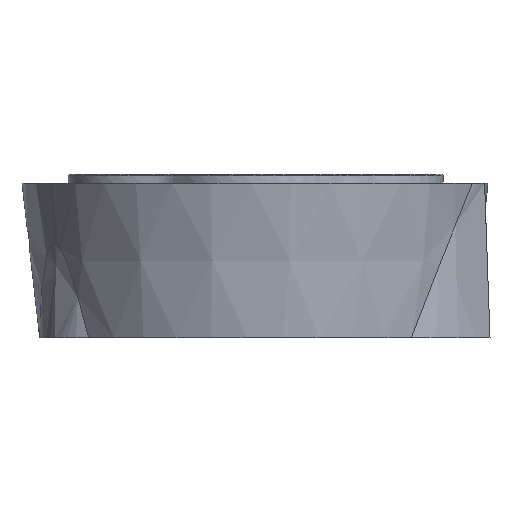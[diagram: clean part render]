
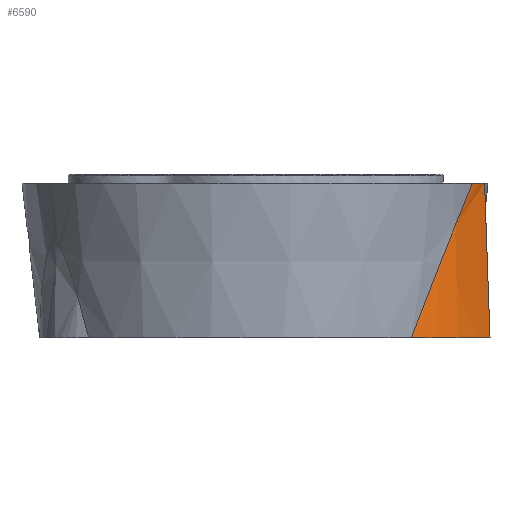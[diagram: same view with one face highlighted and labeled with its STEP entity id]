
A CAD part, front view. The second image highlights one B-rep face of the part: STEP entity #6590.
In plain terms, the highlighted conical face has half-angle 2 degrees and reference radius 28 mm.
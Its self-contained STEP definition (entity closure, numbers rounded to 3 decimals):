
#187 = CARTESIAN_POINT ( 'NONE',  ( 38.7, -11.038, 8.6 ) ) ;
#434 = EDGE_CURVE ( 'NONE', #1944, #1536, #586, .T. ) ;
#586 = CIRCLE ( 'NONE', #13199, 27.099 ) ;
#812 = CARTESIAN_POINT ( 'NONE',  ( 29.355, -22.579, 8.945 ) ) ;
#950 = CARTESIAN_POINT ( 'NONE',  ( 26.768, -24.475, 2.263 ) ) ;
#1499 = ORIENTED_EDGE ( 'NONE', *, *, #434, .T. ) ;
#1536 = VERTEX_POINT ( 'NONE', #12380 ) ;
#1825 = DIRECTION ( 'NONE',  ( 1., 0., 0. ) ) ;
#1944 = VERTEX_POINT ( 'NONE', #2465 ) ;
#2014 = B_SPLINE_CURVE_WITH_KNOTS ( 'NONE', 3,
 ( #4290, #12698, #187, #10533 ),
 .UNSPECIFIED., .F., .F.,
 ( 4, 4 ),
 ( 0.052, 0.078 ),
 .UNSPECIFIED. ) ;
#2058 = ORIENTED_EDGE ( 'NONE', *, *, #2119, .F. ) ;
#2119 = EDGE_CURVE ( 'NONE', #2940, #3597, #8235, .T. ) ;
#2158 = CONICAL_SURFACE ( 'NONE', #5858, 28., 0.035 ) ;
#2286 = FACE_OUTER_BOUND ( 'NONE', #8083, .T. ) ;
#2345 = CARTESIAN_POINT ( 'NONE',  ( 13.294, 0., 25.8 ) ) ;
#2465 = CARTESIAN_POINT ( 'NONE',  ( 38.099, -10.912, 25.8 ) ) ;
#2558 = EDGE_CURVE ( 'NONE', #3597, #1536, #8240, .T. ) ;
#2732 = CARTESIAN_POINT ( 'NONE',  ( 36.056, -14.706, 25.8 ) ) ;
#2771 = ORIENTED_EDGE ( 'NONE', *, *, #10180, .F. ) ;
#2940 = VERTEX_POINT ( 'NONE', #3099 ) ;
#3099 = CARTESIAN_POINT ( 'NONE',  ( 39., -11.1, 0. ) ) ;
#3597 = VERTEX_POINT ( 'NONE', #5581 ) ;
#3759 = CARTESIAN_POINT ( 'NONE',  ( 34.027, -17.734, 20.763 ) ) ;
#3970 = CARTESIAN_POINT ( 'NONE',  ( 30.213, -21.852, 11.142 ) ) ;
#4290 = CARTESIAN_POINT ( 'NONE',  ( 38.099, -10.912, 25.8 ) ) ;
#4395 = CARTESIAN_POINT ( 'NONE',  ( 13.294, 0., 0. ) ) ;
#5121 = CARTESIAN_POINT ( 'NONE',  ( 27.632, -23.892, 4.506 ) ) ;
#5581 = CARTESIAN_POINT ( 'NONE',  ( 25.904, -25., 0. ) ) ;
#5858 = AXIS2_PLACEMENT_3D ( 'NONE', #4395, #9481, #6624 ) ;
#5909 = DIRECTION ( 'NONE',  ( 0., 0., -1. ) ) ;
#6421 = DIRECTION ( 'NONE',  ( 1., 0., 0. ) ) ;
#6590 = ADVANCED_FACE ( 'NONE', ( #2286 ), #2158, .T. ) ;
#6624 = DIRECTION ( 'NONE',  ( 1., 0., 0. ) ) ;
#6871 = CARTESIAN_POINT ( 'NONE',  ( 35.663, -15.376, 24.83 ) ) ;
#6904 = AXIS2_PLACEMENT_3D ( 'NONE', #9171, #5909, #1825 ) ;
#7562 = ORIENTED_EDGE ( 'NONE', *, *, #2558, .F. ) ;
#7650 = DIRECTION ( 'NONE',  ( 0., 0., -1. ) ) ;
#7901 = CARTESIAN_POINT ( 'NONE',  ( 34.444, -17.18, 21.803 ) ) ;
#8083 = EDGE_LOOP ( 'NONE', ( #7562, #2058, #2771, #1499 ) ) ;
#8235 = CIRCLE ( 'NONE', #6904, 28. ) ;
#8240 = B_SPLINE_CURVE_WITH_KNOTS ( 'NONE', 3,
 ( #10143, #950, #5121, #812, #3970, #9250, #11012, #3759, #7901, #12040, #6871, #2732 ),
 .UNSPECIFIED., .F., .F.,
 ( 4, 2, 2, 2, 2, 4 ),
 ( 0.003, 0.01, 0.018, 0.025, 0.029, 0.032 ),
 .UNSPECIFIED. ) ;
#9171 = CARTESIAN_POINT ( 'NONE',  ( 13.294, 0., 0. ) ) ;
#9250 = CARTESIAN_POINT ( 'NONE',  ( 31.921, -20.211, 15.477 ) ) ;
#9481 = DIRECTION ( 'NONE',  ( 0., 0., -1. ) ) ;
#10143 = CARTESIAN_POINT ( 'NONE',  ( 25.904, -25., 0. ) ) ;
#10180 = EDGE_CURVE ( 'NONE', #1944, #2940, #2014, .T. ) ;
#10533 = CARTESIAN_POINT ( 'NONE',  ( 39., -11.1, 0. ) ) ;
#11012 = CARTESIAN_POINT ( 'NONE',  ( 32.769, -19.298, 17.615 ) ) ;
#12040 = CARTESIAN_POINT ( 'NONE',  ( 35.261, -16.001, 23.835 ) ) ;
#12380 = CARTESIAN_POINT ( 'NONE',  ( 36.056, -14.706, 25.8 ) ) ;
#12698 = CARTESIAN_POINT ( 'NONE',  ( 38.399, -10.975, 17.2 ) ) ;
#13199 = AXIS2_PLACEMENT_3D ( 'NONE', #2345, #7650, #6421 ) ;
